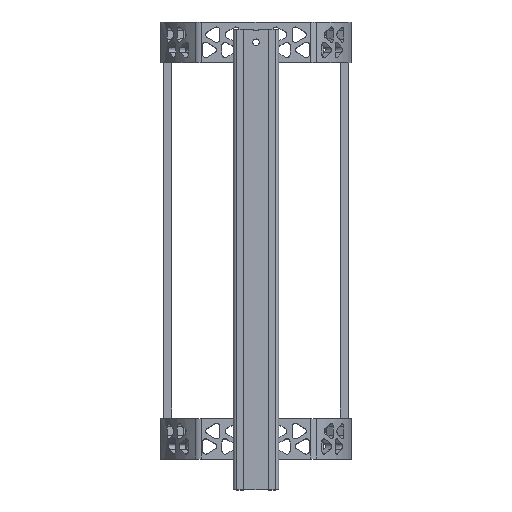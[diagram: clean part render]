
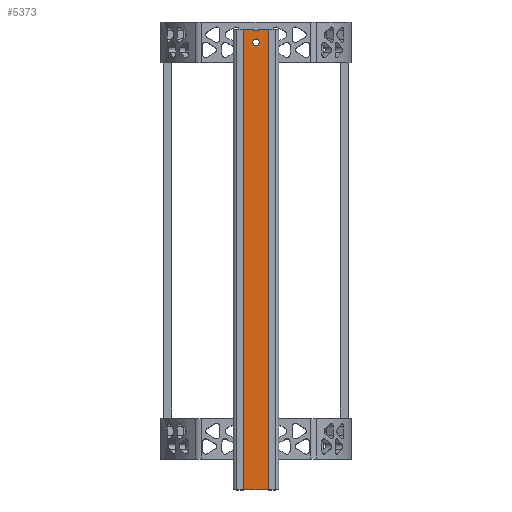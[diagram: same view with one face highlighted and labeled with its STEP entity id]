
A CAD part, top view. The second image highlights one B-rep face of the part: STEP entity #5373.
In plain terms, the highlighted face is planar.
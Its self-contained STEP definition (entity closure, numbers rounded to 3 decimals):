
#403=FACE_BOUND('',#886,.T.);
#487=PLANE('',#5720);
#598=FACE_OUTER_BOUND('',#885,.T.);
#885=EDGE_LOOP('',(#3691,#3692,#3693,#3694,#3695,#3696));
#886=EDGE_LOOP('',(#3697));
#1232=LINE('',#7357,#1603);
#1258=LINE('',#7429,#1629);
#1259=LINE('',#7433,#1630);
#1260=LINE('',#7435,#1631);
#1261=LINE('',#7438,#1632);
#1603=VECTOR('',#6168,10.);
#1629=VECTOR('',#6232,1000.);
#1630=VECTOR('',#6237,1000.);
#1631=VECTOR('',#6238,1000.);
#1632=VECTOR('',#6241,1000.);
#1982=CIRCLE('',#5721,2.553);
#1983=CIRCLE('',#5722,2.553);
#2182=VERTEX_POINT('',#7353);
#2184=VERTEX_POINT('',#7356);
#2211=VERTEX_POINT('',#7428);
#2212=VERTEX_POINT('',#7432);
#2213=VERTEX_POINT('',#7434);
#2214=VERTEX_POINT('',#7436);
#2215=VERTEX_POINT('',#7439);
#2757=EDGE_CURVE('',#2184,#2182,#1232,.T.);
#2793=EDGE_CURVE('',#2211,#2184,#1258,.T.);
#2795=EDGE_CURVE('',#2212,#2182,#1259,.T.);
#2796=EDGE_CURVE('',#2212,#2213,#1260,.T.);
#2797=EDGE_CURVE('',#2214,#2213,#1982,.T.);
#2798=EDGE_CURVE('',#2214,#2211,#1261,.T.);
#2799=EDGE_CURVE('',#2215,#2215,#1983,.T.);
#3691=ORIENTED_EDGE('',*,*,#2757,.T.);
#3692=ORIENTED_EDGE('',*,*,#2795,.F.);
#3693=ORIENTED_EDGE('',*,*,#2796,.T.);
#3694=ORIENTED_EDGE('',*,*,#2797,.F.);
#3695=ORIENTED_EDGE('',*,*,#2798,.T.);
#3696=ORIENTED_EDGE('',*,*,#2793,.T.);
#3697=ORIENTED_EDGE('',*,*,#2799,.F.);
#5373=ADVANCED_FACE('',(#598,#403),#487,.T.);
#5720=AXIS2_PLACEMENT_3D('',#7431,#6235,#6236);
#5721=AXIS2_PLACEMENT_3D('',#7437,#6239,#6240);
#5722=AXIS2_PLACEMENT_3D('',#7440,#6242,#6243);
#6168=DIRECTION('',(0.,1.,0.));
#6232=DIRECTION('',(0.,0.,1.));
#6235=DIRECTION('center_axis',(-1.,0.,0.));
#6236=DIRECTION('ref_axis',(0.,0.,1.));
#6237=DIRECTION('',(0.,0.,1.));
#6238=DIRECTION('',(0.,-1.,0.));
#6239=DIRECTION('center_axis',(-1.,0.,0.));
#6240=DIRECTION('ref_axis',(0.,0.,1.));
#6241=DIRECTION('',(0.,-1.,0.));
#6242=DIRECTION('center_axis',(-1.,0.,0.));
#6243=DIRECTION('ref_axis',(0.,0.,1.));
#7353=CARTESIAN_POINT('',(0.,14.935,-750.));
#7356=CARTESIAN_POINT('',(0.,-14.935,-750.));
#7357=CARTESIAN_POINT('',(0.,-10.766,-750.));
#7428=CARTESIAN_POINT('',(0.,-14.935,-1111.25));
#7429=CARTESIAN_POINT('',(0.,-14.935,-1111.25));
#7431=CARTESIAN_POINT('Origin',(0.,-14.935,-1111.25));
#7432=CARTESIAN_POINT('',(0.,14.935,-1111.25));
#7433=CARTESIAN_POINT('',(0.,14.935,-1111.25));
#7434=CARTESIAN_POINT('',(0.,2.214,-1111.25));
#7435=CARTESIAN_POINT('',(0.,-14.935,-1111.25));
#7436=CARTESIAN_POINT('',(0.,-2.214,-1111.25));
#7437=CARTESIAN_POINT('Origin',(0.,0.,-1112.52));
#7438=CARTESIAN_POINT('',(0.,-14.935,-1111.25));
#7439=CARTESIAN_POINT('',(0.,0.,-1103.643));
#7440=CARTESIAN_POINT('Origin',(0.,0.,-1101.09));
